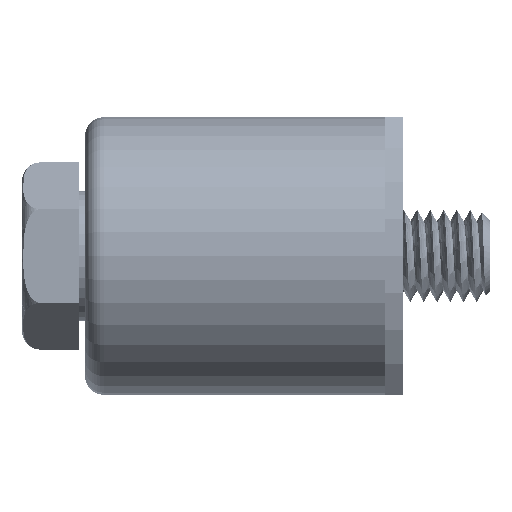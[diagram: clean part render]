
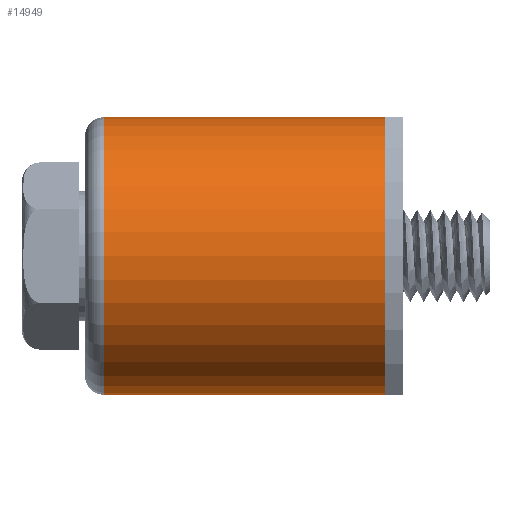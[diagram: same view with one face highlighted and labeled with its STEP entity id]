
A CAD part, left-side view. The second image highlights one B-rep face of the part: STEP entity #14949.
In plain terms, the highlighted cylindrical face has radius 9.525 mm (diameter 19.05 mm), a partial arc.
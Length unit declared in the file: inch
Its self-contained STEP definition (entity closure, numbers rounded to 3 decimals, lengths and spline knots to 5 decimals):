
#818=LINE('',#50101,#933);
#822=LINE('',#50121,#937);
#933=VECTOR('',#19043,0.3937);
#937=VECTOR('',#19069,0.3937);
#1670=FACE_OUTER_BOUND('',#2468,.T.);
#2468=EDGE_LOOP('',(#13274,#13275,#13276,#13277));
#3479=CIRCLE('',#16305,0.375);
#3484=CIRCLE('',#16315,0.375);
#6177=VERTEX_POINT('',#50098);
#6178=VERTEX_POINT('',#50100);
#6182=VERTEX_POINT('',#50114);
#6183=VERTEX_POINT('',#50120);
#8549=EDGE_CURVE('',#6177,#6178,#818,.T.);
#8558=EDGE_CURVE('',#6178,#6182,#3479,.T.);
#8559=EDGE_CURVE('',#6183,#6182,#822,.T.);
#8569=EDGE_CURVE('',#6177,#6183,#3484,.T.);
#13274=ORIENTED_EDGE('',*,*,#8558,.F.);
#13275=ORIENTED_EDGE('',*,*,#8549,.F.);
#13276=ORIENTED_EDGE('',*,*,#8569,.T.);
#13277=ORIENTED_EDGE('',*,*,#8559,.T.);
#13507=CYLINDRICAL_SURFACE('',#16316,0.375);
#14949=ADVANCED_FACE('',(#1670),#13507,.T.);
#16305=AXIS2_PLACEMENT_3D('',#50118,#19065,#19066);
#16315=AXIS2_PLACEMENT_3D('',#50140,#19091,#19092);
#16316=AXIS2_PLACEMENT_3D('',#50141,#19093,#19094);
#19043=DIRECTION('',(0.,1.,0.));
#19065=DIRECTION('center_axis',(0.,1.,0.));
#19066=DIRECTION('ref_axis',(-1.,0.,0.));
#19069=DIRECTION('',(0.,1.,0.));
#19091=DIRECTION('center_axis',(0.,1.,0.));
#19092=DIRECTION('ref_axis',(0.,0.,
-1.));
#19093=DIRECTION('center_axis',(0.,1.,0.));
#19094=DIRECTION('ref_axis',(0.,0.,
-1.));
#50098=CARTESIAN_POINT('',(-0.547,0.05,-0.375));
#50100=CARTESIAN_POINT('',(-0.547,0.81,-0.375));
#50101=CARTESIAN_POINT('',(-0.547,0.,-0.375));
#50114=CARTESIAN_POINT('',(-0.547,0.81,0.375));
#50118=CARTESIAN_POINT('Origin',(-0.547,0.81,0.));
#50120=CARTESIAN_POINT('',(-0.547,0.05,0.375));
#50121=CARTESIAN_POINT('',(-0.547,0.,0.375));
#50140=CARTESIAN_POINT('Origin',(-0.547,0.05,0.));
#50141=CARTESIAN_POINT('Origin',(-0.547,0.,0.));
